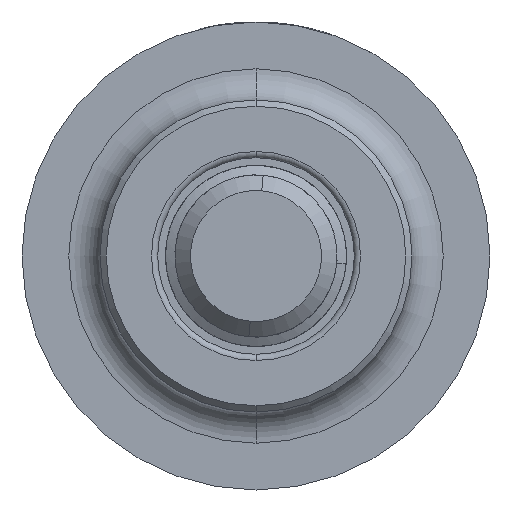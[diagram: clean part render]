
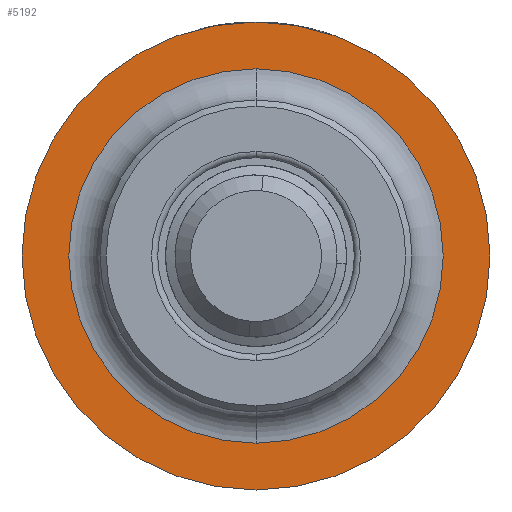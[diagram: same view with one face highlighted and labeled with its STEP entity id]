
A CAD part, front view. The second image highlights one B-rep face of the part: STEP entity #5192.
In plain terms, the highlighted planar face has unit normal (0, -1, 0).
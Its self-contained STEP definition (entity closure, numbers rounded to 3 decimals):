
#14 = AXIS2_PLACEMENT_3D ( 'NONE', #4513, #1286, #6057 ) ;
#209 = ORIENTED_EDGE ( 'NONE', *, *, #3719, .T. ) ;
#328 = VERTEX_POINT ( 'NONE', #4608 ) ;
#335 = EDGE_LOOP ( 'NONE', ( #209, #4039 ) ) ;
#626 = DIRECTION ( 'NONE',  ( 0., 0., -1. ) ) ;
#651 = DIRECTION ( 'NONE',  ( 0., -1., 0. ) ) ;
#723 = VERTEX_POINT ( 'NONE', #2850 ) ;
#926 = AXIS2_PLACEMENT_3D ( 'NONE', #2155, #4324, #1133 ) ;
#1017 = CARTESIAN_POINT ( 'NONE',  ( 0., 12.42, -6. ) ) ;
#1020 = DIRECTION ( 'NONE',  ( 0., 0., -1. ) ) ;
#1133 = DIRECTION ( 'NONE',  ( 0., 0., -1. ) ) ;
#1234 = AXIS2_PLACEMENT_3D ( 'NONE', #5282, #651, #626 ) ;
#1286 = DIRECTION ( 'NONE',  ( 0., -1., 0. ) ) ;
#1404 = FACE_BOUND ( 'NONE', #5859, .T. ) ;
#1959 = EDGE_CURVE ( 'NONE', #2332, #723, #6488, .T. ) ;
#1971 = AXIS2_PLACEMENT_3D ( 'NONE', #5701, #6264, #1020 ) ;
#2026 = CARTESIAN_POINT ( 'NONE',  ( 0., 12.42, 7.5 ) ) ;
#2155 = CARTESIAN_POINT ( 'NONE',  ( 0., 12.42, 0. ) ) ;
#2270 = AXIS2_PLACEMENT_3D ( 'NONE', #5044, #2964, #6600 ) ;
#2332 = VERTEX_POINT ( 'NONE', #1017 ) ;
#2478 = CIRCLE ( 'NONE', #1971, 7.5 ) ;
#2553 = CIRCLE ( 'NONE', #2270, 7.5 ) ;
#2663 = ORIENTED_EDGE ( 'NONE', *, *, #5464, .F. ) ;
#2683 = VERTEX_POINT ( 'NONE', #2026 ) ;
#2850 = CARTESIAN_POINT ( 'NONE',  ( 0., 12.42, 6. ) ) ;
#2964 = DIRECTION ( 'NONE',  ( 0., -1., 0. ) ) ;
#3316 = EDGE_CURVE ( 'NONE', #2683, #328, #2478, .T. ) ;
#3522 = CIRCLE ( 'NONE', #14, 6. ) ;
#3719 = EDGE_CURVE ( 'NONE', #328, #2683, #2553, .T. ) ;
#4039 = ORIENTED_EDGE ( 'NONE', *, *, #3316, .T. ) ;
#4111 = FACE_OUTER_BOUND ( 'NONE', #335, .T. ) ;
#4324 = DIRECTION ( 'NONE',  ( 0., -1., 0. ) ) ;
#4513 = CARTESIAN_POINT ( 'NONE',  ( 0., 12.42, 0. ) ) ;
#4608 = CARTESIAN_POINT ( 'NONE',  ( 0., 12.42, -7.5 ) ) ;
#5044 = CARTESIAN_POINT ( 'NONE',  ( 0., 12.42, 0. ) ) ;
#5192 = ADVANCED_FACE ( 'NONE', ( #4111, #1404 ), #6350, .T. ) ;
#5282 = CARTESIAN_POINT ( 'NONE',  ( 6., 12.42, 0. ) ) ;
#5464 = EDGE_CURVE ( 'NONE', #723, #2332, #3522, .T. ) ;
#5701 = CARTESIAN_POINT ( 'NONE',  ( 0., 12.42, 0. ) ) ;
#5859 = EDGE_LOOP ( 'NONE', ( #6038, #2663 ) ) ;
#6038 = ORIENTED_EDGE ( 'NONE', *, *, #1959, .F. ) ;
#6057 = DIRECTION ( 'NONE',  ( 0., 0., -1. ) ) ;
#6264 = DIRECTION ( 'NONE',  ( 0., -1., 0. ) ) ;
#6350 = PLANE ( 'NONE',  #1234 ) ;
#6488 = CIRCLE ( 'NONE', #926, 6. ) ;
#6600 = DIRECTION ( 'NONE',  ( 0., 0., -1. ) ) ;
